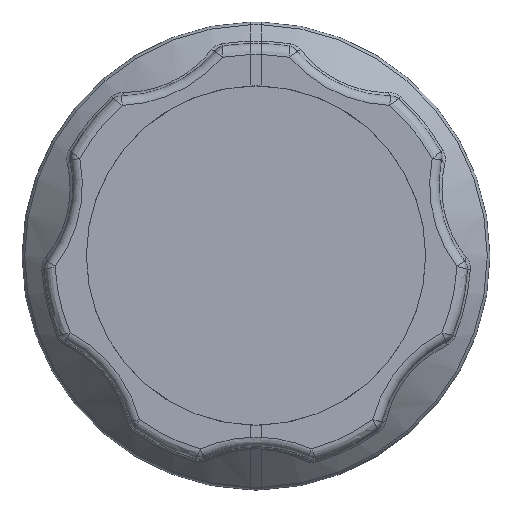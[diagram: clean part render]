
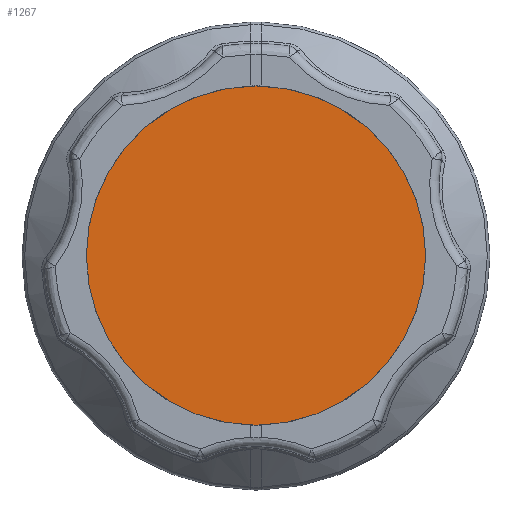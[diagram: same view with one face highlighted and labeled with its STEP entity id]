
A CAD part, top view. The second image highlights one B-rep face of the part: STEP entity #1267.
In plain terms, the highlighted planar face has unit normal (0, 0, 1).
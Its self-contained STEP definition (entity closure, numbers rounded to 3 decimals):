
#1251=CARTESIAN_POINT('',(-0.0,9.208,14.317));
#1252=VERTEX_POINT('',#1251);
#1253=CARTESIAN_POINT('',(-0.0,0.0,14.317));
#1254=DIRECTION('',(0.0,-0.0,1.0));
#1255=DIRECTION('',(-0.0,1.0,0.0));
#1256=AXIS2_PLACEMENT_3D('',#1253,#1254,#1255);
#1257=CIRCLE('',#1256,9.208);
#1258=EDGE_CURVE('n� 2181',#1252,#1252,#1257,.T.);
#1259=ORIENTED_EDGE('',*,*,#1258,.T.);
#1260=EDGE_LOOP('',(#1259));
#1261=FACE_OUTER_BOUND('',#1260,.T.);
#1262=CARTESIAN_POINT('',(0.0,-4.604,14.317));
#1263=DIRECTION('',(-0.0,0.0,-1.0));
#1264=DIRECTION('',(0.0,-1.0,-0.0));
#1265=AXIS2_PLACEMENT_3D('',#1262,#1263,#1264);
#1266=PLANE('',#1265);
#1267=ADVANCED_FACE('n� 2288',(#1261),#1266,.F.);
